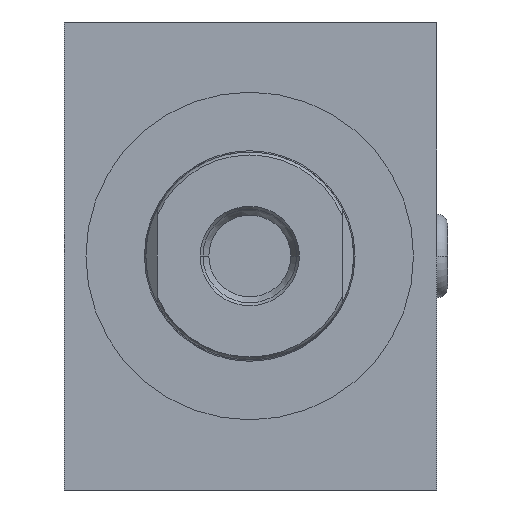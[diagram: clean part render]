
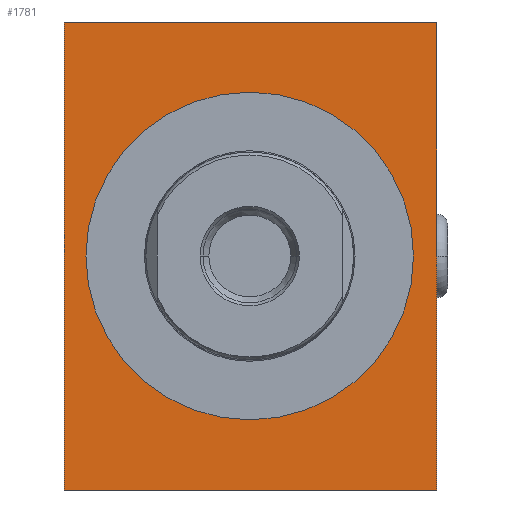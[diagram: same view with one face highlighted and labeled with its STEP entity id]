
A CAD part, left-side view. The second image highlights one B-rep face of the part: STEP entity #1781.
In plain terms, the highlighted planar face has unit normal (-1, 0, 0).
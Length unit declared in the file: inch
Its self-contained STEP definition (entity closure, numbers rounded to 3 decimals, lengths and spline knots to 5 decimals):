
#18=DIRECTION('',(0.,-1.,0.));
#19=VECTOR('',#18,1.99);
#20=CARTESIAN_POINT('',(0.,0.99,1.25));
#21=LINE('',#20,#19);
#26=DIRECTION('',(0.,0.,-1.));
#27=VECTOR('',#26,2.5);
#28=CARTESIAN_POINT('',(0.,-1.,1.25));
#29=LINE('',#28,#27);
#33=DIRECTION('',(0.,1.,0.));
#34=VECTOR('',#33,1.99);
#35=CARTESIAN_POINT('',(0.,-1.,-1.25));
#36=LINE('',#35,#34);
#40=DIRECTION('',(0.,0.,1.));
#41=VECTOR('',#40,2.5);
#42=CARTESIAN_POINT('',(0.,0.99,-1.25));
#43=LINE('',#42,#41);
#47=CARTESIAN_POINT('',(0.,0.,0.));
#48=DIRECTION('',(-1.,0.,0.));
#49=DIRECTION('',(0.,0.,1.));
#50=AXIS2_PLACEMENT_3D('',#47,#48,#49);
#55=CARTESIAN_POINT('',(0.,0.,0.));
#56=DIRECTION('',(-1.,0.,0.));
#57=DIRECTION('',(0.,0.,-1.));
#58=AXIS2_PLACEMENT_3D('',#55,#56,#57);
#1515=CARTESIAN_POINT('',(0.,0.99,1.25));
#1516=CARTESIAN_POINT('',(0.,-1.,1.25));
#1517=VERTEX_POINT('',#1515);
#1518=VERTEX_POINT('',#1516);
#1519=CARTESIAN_POINT('',(0.,-1.,-1.25));
#1520=VERTEX_POINT('',#1519);
#1521=CARTESIAN_POINT('',(0.,0.99,-1.25));
#1522=VERTEX_POINT('',#1521);
#1603=CARTESIAN_POINT('',(0.,0.,0.875));
#1604=CARTESIAN_POINT('',(0.,0.,-0.875));
#1605=VERTEX_POINT('',#1603);
#1606=VERTEX_POINT('',#1604);
#1760=CARTESIAN_POINT('',(0.,0.,0.));
#1761=DIRECTION('',(1.,0.,0.));
#1762=DIRECTION('',(0.,0.,-1.));
#1763=AXIS2_PLACEMENT_3D('',#1760,#1761,#1762);
#1764=PLANE('',#1763);
#1766=ORIENTED_EDGE('',*,*,#1765,.T.);
#1768=ORIENTED_EDGE('',*,*,#1767,.T.);
#1770=ORIENTED_EDGE('',*,*,#1769,.T.);
#1772=ORIENTED_EDGE('',*,*,#1771,.T.);
#1773=EDGE_LOOP('',(#1766,#1768,#1770,#1772));
#1774=FACE_OUTER_BOUND('',#1773,.F.);
#1776=ORIENTED_EDGE('',*,*,#1775,.T.);
#1778=ORIENTED_EDGE('',*,*,#1777,.T.);
#1779=EDGE_LOOP('',(#1776,#1778));
#1780=FACE_BOUND('',#1779,.F.);
#51=CIRCLE('',#50,0.875);
#59=CIRCLE('',#58,0.875);
#1765=EDGE_CURVE('',#1517,#1518,#21,.T.);
#1767=EDGE_CURVE('',#1518,#1520,#29,.T.);
#1769=EDGE_CURVE('',#1520,#1522,#36,.T.);
#1771=EDGE_CURVE('',#1522,#1517,#43,.T.);
#1775=EDGE_CURVE('',#1605,#1606,#51,.T.);
#1777=EDGE_CURVE('',#1606,#1605,#59,.T.);
#1781=ADVANCED_FACE('',(#1774,#1780),#1764,.F.);
